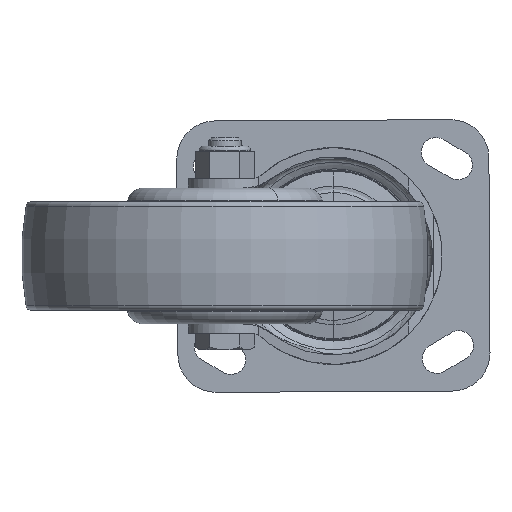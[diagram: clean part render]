
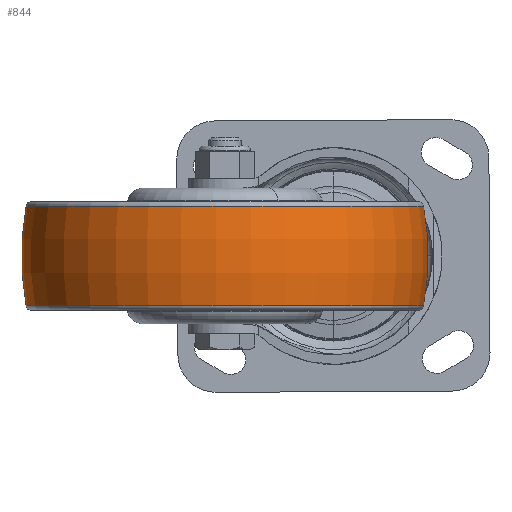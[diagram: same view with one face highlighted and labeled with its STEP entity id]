
A CAD part, front view. The second image highlights one B-rep face of the part: STEP entity #844.
In plain terms, the highlighted toroidal (fillet/blend) face has major radius 26 mm and minor radius 101 mm.
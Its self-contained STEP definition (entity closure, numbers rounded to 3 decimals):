
#844 = ADVANCED_FACE ( 'NONE', ( #3423 ), #8840, .T. ) ;
#1245 = EDGE_LOOP ( 'NONE', ( #17006, #19731, #12440, #1842 ) ) ;
#1842 = ORIENTED_EDGE ( 'NONE', *, *, #2352, .F. ) ;
#2124 = CIRCLE ( 'NONE', #15458, 73.317 ) ;
#2352 = EDGE_CURVE ( 'NONE', #5558, #19903, #2124, .T. ) ;
#3423 = FACE_OUTER_BOUND ( 'NONE', #1245, .T. ) ;
#4872 = CARTESIAN_POINT ( 'NONE',  ( 18.364, 0., -73.317 ) ) ;
#5114 = DIRECTION ( 'NONE',  ( -1., 0., 0. ) ) ;
#5261 = CARTESIAN_POINT ( 'NONE',  ( 18.364, 0., 0. ) ) ;
#5558 = VERTEX_POINT ( 'NONE', #17687 ) ;
#6310 = VERTEX_POINT ( 'NONE', #4872 ) ;
#7618 = CIRCLE ( 'NONE', #11253, 101. ) ;
#7955 = CIRCLE ( 'NONE', #9619, 101. ) ;
#8840 = TOROIDAL_SURFACE ( 'NONE', #14828, -26., 101. ) ;
#9317 = AXIS2_PLACEMENT_3D ( 'NONE', #5261, #11606, #16639 ) ;
#9619 = AXIS2_PLACEMENT_3D ( 'NONE', #12269, #13442, #15119 ) ;
#10206 = DIRECTION ( 'NONE',  ( 0., 0., 1. ) ) ;
#10847 = DIRECTION ( 'NONE',  ( -1., 0., 0. ) ) ;
#11253 = AXIS2_PLACEMENT_3D ( 'NONE', #17585, #15493, #15805 ) ;
#11435 = CARTESIAN_POINT ( 'NONE',  ( -18.364, 0., 73.317 ) ) ;
#11440 = CARTESIAN_POINT ( 'NONE',  ( 0., 0., 0. ) ) ;
#11606 = DIRECTION ( 'NONE',  ( -1., 0., 0. ) ) ;
#12269 = CARTESIAN_POINT ( 'NONE',  ( 0., 0., 26. ) ) ;
#12440 = ORIENTED_EDGE ( 'NONE', *, *, #16182, .T. ) ;
#12883 = DIRECTION ( 'NONE',  ( 0., 0., 1. ) ) ;
#13442 = DIRECTION ( 'NONE',  ( 0., 1., 0. ) ) ;
#14489 = VERTEX_POINT ( 'NONE', #18885 ) ;
#14828 = AXIS2_PLACEMENT_3D ( 'NONE', #11440, #10847, #12883 ) ;
#15119 = DIRECTION ( 'NONE',  ( 0., 0., 1. ) ) ;
#15458 = AXIS2_PLACEMENT_3D ( 'NONE', #19605, #5114, #10206 ) ;
#15493 = DIRECTION ( 'NONE',  ( 0., -1., 0. ) ) ;
#15805 = DIRECTION ( 'NONE',  ( 0., 0., -1. ) ) ;
#16182 = EDGE_CURVE ( 'NONE', #14489, #19903, #7618, .T. ) ;
#16639 = DIRECTION ( 'NONE',  ( 0., 0., 1. ) ) ;
#16816 = EDGE_CURVE ( 'NONE', #6310, #5558, #7955, .T. ) ;
#17006 = ORIENTED_EDGE ( 'NONE', *, *, #16816, .F. ) ;
#17585 = CARTESIAN_POINT ( 'NONE',  ( 0., 0., -26. ) ) ;
#17687 = CARTESIAN_POINT ( 'NONE',  ( -18.364, 0., -73.317 ) ) ;
#18327 = CIRCLE ( 'NONE', #9317, 73.317 ) ;
#18885 = CARTESIAN_POINT ( 'NONE',  ( 18.364, 0., 73.317 ) ) ;
#19605 = CARTESIAN_POINT ( 'NONE',  ( -18.364, 0., 0. ) ) ;
#19731 = ORIENTED_EDGE ( 'NONE', *, *, #20319, .T. ) ;
#19903 = VERTEX_POINT ( 'NONE', #11435 ) ;
#20319 = EDGE_CURVE ( 'NONE', #6310, #14489, #18327, .T. ) ;
